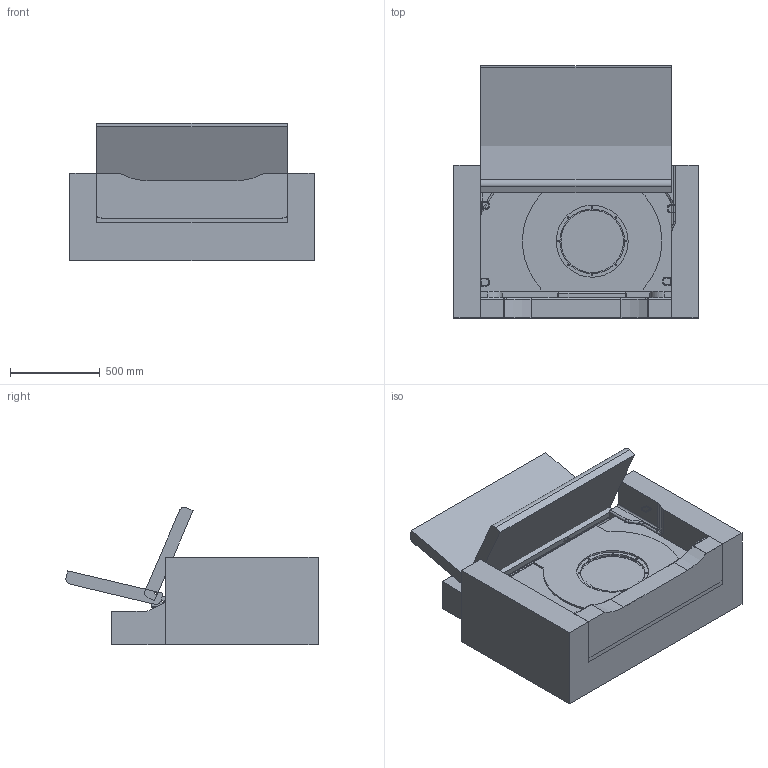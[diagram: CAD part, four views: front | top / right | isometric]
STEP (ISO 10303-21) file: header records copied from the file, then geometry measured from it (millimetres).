
FILE_DESCRIPTION(/* description */ ('Astra H GTC Kofferraumausbau II'),/* implementation_level */ '2;1');
FILE_NAME(/* name */ 'AstraH_Kofferraumausbau_II',/* time_stamp */ '2012-02-28T00:07:45+01:00',/* author */ ('Martin Roeblitz'),/* organization */ (''),/* preprocessor_version */ '',/* originating_system */ '',/* authorisation */ '');
FILE_SCHEMA (('AUTOMOTIVE_DESIGN { 1 0 10303 214 1 1 1 1 }'));
Length unit declared in the file: millimetre
Products named in the file (6): Werkzeughalter; Reserverad_205_55_R16; Gehaeuse_II; Ravemaster_BSW154II; Kofferraum; AstraH_Kofferraumausbau_II
Assembly tree (5 placements, depth 3):
  AstraH_Kofferraumausbau_II
    Kofferraum
      Reserverad_205_55_R16
      Werkzeughalter
    Ravemaster_BSW154II
    Gehaeuse_II
Bounding box: 1360 x 1402.87 x 763.19 mm (x, y, z)
Volume: 474926770.5 mm3; surface area: 15955970.7 mm2
Topology: 36 solids, 37 shells, 1240 faces, 3622 edges, 2950 vertices
Faces by surface type: plane 588, cylinder 349, cone 152, torus 89, bspline 43, sphere 19
Full cylindrical faces by diameter (mm): 5.8 x8, 7 x8, 8.5 x20, 10 x2, 11 x4, 12 x2, 13.5 x5, 20 x1, 39 x18, 50 x1, 145 x2, 156 x1, 360 x2, 388 x2, 390 x2, 398 x1, 400 x2, 406.4 x2, 423 x1, 425 x1, 635 x1, 645 x1
Entity records: 43708 total; most frequent: CARTESIAN_POINT 8175, DIRECTION 6784, ORIENTED_EDGE 5598, EDGE_CURVE 2799, AXIS2_PLACEMENT_3D 2401, LINE 1982, VECTOR 1982, VERTEX_POINT 1897
